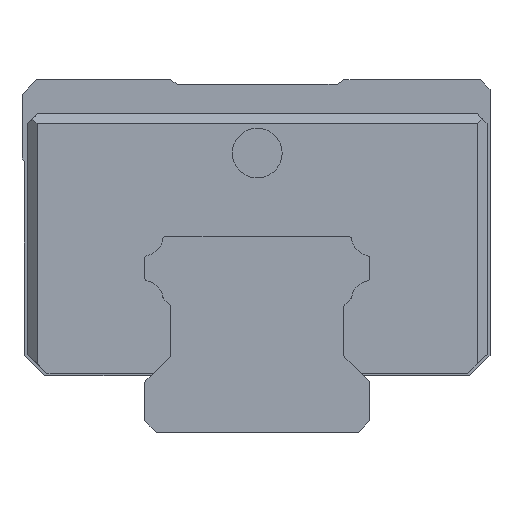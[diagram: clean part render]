
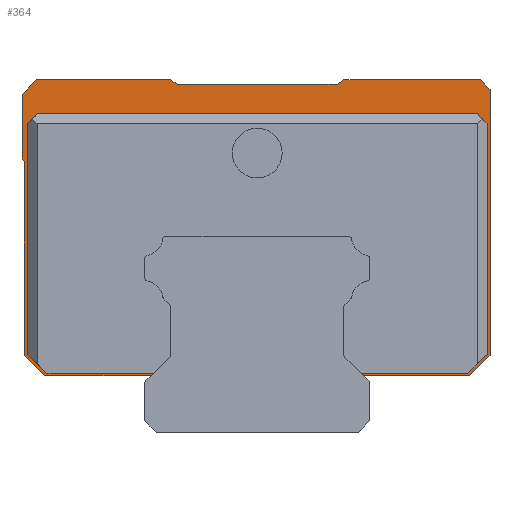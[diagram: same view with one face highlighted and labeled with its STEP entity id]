
A CAD part, left-side view. The second image highlights one B-rep face of the part: STEP entity #364.
In plain terms, the highlighted planar face has unit normal (-1, 0, 0).
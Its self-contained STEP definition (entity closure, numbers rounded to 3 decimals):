
#236=PLANE('',#3253);
#364=ADVANCED_FACE('',(#578),#236,.T.);
#578=FACE_OUTER_BOUND('',#764,.T.);
#764=EDGE_LOOP('',(#1693,#1694,#1695,#1696,#1697,#1698,#1699,#1700,#1701,
#1702,#1703,#1704,#1705,#1706,#1707,#1708,#1709,#1710,#1711,#1712,#1713,
#1714,#1715,#1716,#1717,#1718));
#979=LINE('',#4568,#1199);
#980=LINE('',#4571,#1200);
#981=LINE('',#4573,#1201);
#982=LINE('',#4575,#1202);
#983=LINE('',#4577,#1203);
#984=LINE('',#4579,#1204);
#985=LINE('',#4581,#1205);
#986=LINE('',#4583,#1206);
#987=LINE('',#4585,#1207);
#988=LINE('',#4587,#1208);
#989=LINE('',#4589,#1209);
#990=LINE('',#4591,#1210);
#991=LINE('',#4593,#1211);
#992=LINE('',#4595,#1212);
#993=LINE('',#4597,#1213);
#994=LINE('',#4599,#1214);
#995=LINE('',#4601,#1215);
#996=LINE('',#4603,#1216);
#997=LINE('',#4605,#1217);
#998=LINE('',#4607,#1218);
#999=LINE('',#4609,#1219);
#1000=LINE('',#4611,#1220);
#1001=LINE('',#4613,#1221);
#1002=LINE('',#4615,#1222);
#1003=LINE('',#4617,#1223);
#1004=LINE('',#4619,#1224);
#1199=VECTOR('',#3734,1.);
#1200=VECTOR('',#3735,1.);
#1201=VECTOR('',#3736,1.);
#1202=VECTOR('',#3737,1.);
#1203=VECTOR('',#3738,1.);
#1204=VECTOR('',#3739,1.);
#1205=VECTOR('',#3740,1.);
#1206=VECTOR('',#3741,1.);
#1207=VECTOR('',#3742,1.);
#1208=VECTOR('',#3743,1.);
#1209=VECTOR('',#3744,1.);
#1210=VECTOR('',#3745,1.);
#1211=VECTOR('',#3746,1.);
#1212=VECTOR('',#3747,1.);
#1213=VECTOR('',#3748,1.);
#1214=VECTOR('',#3749,1.);
#1215=VECTOR('',#3750,1.);
#1216=VECTOR('',#3751,1.);
#1217=VECTOR('',#3752,1.);
#1218=VECTOR('',#3753,1.);
#1219=VECTOR('',#3754,1.);
#1220=VECTOR('',#3755,1.);
#1221=VECTOR('',#3756,1.);
#1222=VECTOR('',#3757,1.);
#1223=VECTOR('',#3758,1.);
#1224=VECTOR('',#3759,1.);
#1693=ORIENTED_EDGE('',*,*,#2731,.F.);
#1694=ORIENTED_EDGE('',*,*,#2732,.F.);
#1695=ORIENTED_EDGE('',*,*,#2733,.F.);
#1696=ORIENTED_EDGE('',*,*,#2734,.F.);
#1697=ORIENTED_EDGE('',*,*,#2735,.F.);
#1698=ORIENTED_EDGE('',*,*,#2736,.F.);
#1699=ORIENTED_EDGE('',*,*,#2737,.F.);
#1700=ORIENTED_EDGE('',*,*,#2738,.F.);
#1701=ORIENTED_EDGE('',*,*,#2739,.F.);
#1702=ORIENTED_EDGE('',*,*,#2740,.T.);
#1703=ORIENTED_EDGE('',*,*,#2741,.T.);
#1704=ORIENTED_EDGE('',*,*,#2742,.T.);
#1705=ORIENTED_EDGE('',*,*,#2743,.T.);
#1706=ORIENTED_EDGE('',*,*,#2744,.T.);
#1707=ORIENTED_EDGE('',*,*,#2745,.T.);
#1708=ORIENTED_EDGE('',*,*,#2746,.T.);
#1709=ORIENTED_EDGE('',*,*,#2747,.T.);
#1710=ORIENTED_EDGE('',*,*,#2748,.T.);
#1711=ORIENTED_EDGE('',*,*,#2749,.T.);
#1712=ORIENTED_EDGE('',*,*,#2750,.T.);
#1713=ORIENTED_EDGE('',*,*,#2751,.T.);
#1714=ORIENTED_EDGE('',*,*,#2752,.T.);
#1715=ORIENTED_EDGE('',*,*,#2753,.T.);
#1716=ORIENTED_EDGE('',*,*,#2754,.T.);
#1717=ORIENTED_EDGE('',*,*,#2755,.T.);
#1718=ORIENTED_EDGE('',*,*,#2756,.T.);
#2394=VERTEX_POINT('',#4569);
#2395=VERTEX_POINT('',#4570);
#2396=VERTEX_POINT('',#4572);
#2397=VERTEX_POINT('',#4574);
#2398=VERTEX_POINT('',#4576);
#2399=VERTEX_POINT('',#4578);
#2400=VERTEX_POINT('',#4580);
#2401=VERTEX_POINT('',#4582);
#2402=VERTEX_POINT('',#4584);
#2403=VERTEX_POINT('',#4586);
#2404=VERTEX_POINT('',#4588);
#2405=VERTEX_POINT('',#4590);
#2406=VERTEX_POINT('',#4592);
#2407=VERTEX_POINT('',#4594);
#2408=VERTEX_POINT('',#4596);
#2409=VERTEX_POINT('',#4598);
#2410=VERTEX_POINT('',#4600);
#2411=VERTEX_POINT('',#4602);
#2412=VERTEX_POINT('',#4604);
#2413=VERTEX_POINT('',#4606);
#2414=VERTEX_POINT('',#4608);
#2415=VERTEX_POINT('',#4610);
#2416=VERTEX_POINT('',#4612);
#2417=VERTEX_POINT('',#4614);
#2418=VERTEX_POINT('',#4616);
#2419=VERTEX_POINT('',#4618);
#2731=EDGE_CURVE('',#2394,#2395,#979,.T.);
#2732=EDGE_CURVE('',#2396,#2394,#980,.T.);
#2733=EDGE_CURVE('',#2397,#2396,#981,.T.);
#2734=EDGE_CURVE('',#2398,#2397,#982,.T.);
#2735=EDGE_CURVE('',#2399,#2398,#983,.T.);
#2736=EDGE_CURVE('',#2400,#2399,#984,.T.);
#2737=EDGE_CURVE('',#2401,#2400,#985,.T.);
#2738=EDGE_CURVE('',#2402,#2401,#986,.T.);
#2739=EDGE_CURVE('',#2403,#2402,#987,.T.);
#2740=EDGE_CURVE('',#2403,#2404,#988,.T.);
#2741=EDGE_CURVE('',#2404,#2405,#989,.T.);
#2742=EDGE_CURVE('',#2405,#2406,#990,.T.);
#2743=EDGE_CURVE('',#2406,#2407,#991,.T.);
#2744=EDGE_CURVE('',#2407,#2408,#992,.T.);
#2745=EDGE_CURVE('',#2408,#2409,#993,.T.);
#2746=EDGE_CURVE('',#2409,#2410,#994,.T.);
#2747=EDGE_CURVE('',#2410,#2411,#995,.T.);
#2748=EDGE_CURVE('',#2411,#2412,#996,.T.);
#2749=EDGE_CURVE('',#2412,#2413,#997,.T.);
#2750=EDGE_CURVE('',#2413,#2414,#998,.T.);
#2751=EDGE_CURVE('',#2414,#2415,#999,.T.);
#2752=EDGE_CURVE('',#2415,#2416,#1000,.T.);
#2753=EDGE_CURVE('',#2416,#2417,#1001,.T.);
#2754=EDGE_CURVE('',#2417,#2418,#1002,.T.);
#2755=EDGE_CURVE('',#2418,#2419,#1003,.T.);
#2756=EDGE_CURVE('',#2419,#2395,#1004,.T.);
#3253=AXIS2_PLACEMENT_3D('',#4620,#3760,#3761);
#3734=DIRECTION('',(0.,-1.,0.));
#3735=DIRECTION('',(0.,-0.707,-0.707));
#3736=DIRECTION('',(0.,0.,-1.));
#3737=DIRECTION('',(0.,0.707,-0.707));
#3738=DIRECTION('',(0.,1.,0.));
#3739=DIRECTION('',(0.,0.707,0.707));
#3740=DIRECTION('',(0.,0.,1.));
#3741=DIRECTION('',(0.,-0.707,0.707));
#3742=DIRECTION('',(0.,-1.,0.));
#3743=DIRECTION('',(0.,-0.707,-0.707));
#3744=DIRECTION('',(0.,-1.,0.));
#3745=DIRECTION('',(0.,-0.707,0.707));
#3746=DIRECTION('',(0.,0.,1.));
#3747=DIRECTION('',(0.,0.707,0.707));
#3748=DIRECTION('',(0.,1.,0.));
#3749=DIRECTION('',(0.,0.818,-0.576));
#3750=DIRECTION('',(0.,1.,0.));
#3751=DIRECTION('',(0.,0.818,0.576));
#3752=DIRECTION('',(0.,1.,0.));
#3753=DIRECTION('',(0.,0.707,-0.707));
#3754=DIRECTION('',(0.,0.,-1.));
#3755=DIRECTION('',(0.,-0.555,-0.832));
#3756=DIRECTION('',(0.,0.,-1.));
#3757=DIRECTION('',(0.,-0.707,-0.707));
#3758=DIRECTION('',(0.,-1.,0.));
#3759=DIRECTION('',(0.,-0.707,0.707));
#3760=DIRECTION('',(-1.,0.,0.));
#3761=DIRECTION('',(0.,0.,1.));
#4568=CARTESIAN_POINT('',(563.665,-1072.335,6.5));
#4569=CARTESIAN_POINT('',(563.665,-1072.335,6.5));
#4570=CARTESIAN_POINT('',(563.665,-1083.185,6.5));
#4571=CARTESIAN_POINT('',(563.665,-1070.335,8.5));
#4572=CARTESIAN_POINT('',(563.665,-1070.335,8.5));
#4573=CARTESIAN_POINT('',(563.665,-1070.335,32.));
#4574=CARTESIAN_POINT('',(563.665,-1070.335,32.));
#4575=CARTESIAN_POINT('',(563.665,-1071.335,33.));
#4576=CARTESIAN_POINT('',(563.665,-1071.335,33.));
#4577=CARTESIAN_POINT('',(563.665,-1116.235,33.));
#4578=CARTESIAN_POINT('',(563.665,-1116.235,33.));
#4579=CARTESIAN_POINT('',(563.665,-1117.235,32.));
#4580=CARTESIAN_POINT('',(563.665,-1117.235,32.));
#4581=CARTESIAN_POINT('',(563.665,-1117.235,8.5));
#4582=CARTESIAN_POINT('',(563.665,-1117.235,8.5));
#4583=CARTESIAN_POINT('',(563.665,-1115.235,6.5));
#4584=CARTESIAN_POINT('',(563.665,-1115.235,6.5));
#4585=CARTESIAN_POINT('',(563.665,-1072.335,6.5));
#4586=CARTESIAN_POINT('',(563.665,-1104.385,6.5));
#4587=CARTESIAN_POINT('',(563.665,-1090.231,20.655));
#4588=CARTESIAN_POINT('',(563.665,-1104.585,6.3));
#4589=CARTESIAN_POINT('',(563.665,-1107.847,6.3));
#4590=CARTESIAN_POINT('',(563.665,-1115.485,6.3));
#4591=CARTESIAN_POINT('',(563.665,-1115.485,6.3));
#4592=CARTESIAN_POINT('',(563.665,-1117.535,8.35));
#4593=CARTESIAN_POINT('',(563.665,-1117.535,8.35));
#4594=CARTESIAN_POINT('',(563.665,-1117.535,35.5));
#4595=CARTESIAN_POINT('',(563.665,-1117.535,35.5));
#4596=CARTESIAN_POINT('',(563.665,-1116.535,36.5));
#4597=CARTESIAN_POINT('',(563.665,-1116.535,36.5));
#4598=CARTESIAN_POINT('',(563.665,-1102.638,36.5));
#4599=CARTESIAN_POINT('',(563.665,-1102.638,36.5));
#4600=CARTESIAN_POINT('',(563.665,-1101.928,36.));
#4601=CARTESIAN_POINT('',(563.665,-1101.928,36.));
#4602=CARTESIAN_POINT('',(563.665,-1085.643,36.));
#4603=CARTESIAN_POINT('',(563.665,-1085.643,36.));
#4604=CARTESIAN_POINT('',(563.665,-1084.933,36.5));
#4605=CARTESIAN_POINT('',(563.665,-1084.933,36.5));
#4606=CARTESIAN_POINT('',(563.665,-1071.285,36.5));
#4607=CARTESIAN_POINT('',(563.665,-1071.285,36.5));
#4608=CARTESIAN_POINT('',(563.665,-1069.785,35.));
#4609=CARTESIAN_POINT('',(563.665,-1069.785,35.));
#4610=CARTESIAN_POINT('',(563.665,-1069.785,28.5));
#4611=CARTESIAN_POINT('',(563.665,-1069.785,28.5));
#4612=CARTESIAN_POINT('',(563.665,-1070.035,28.126));
#4613=CARTESIAN_POINT('',(563.665,-1070.035,28.126));
#4614=CARTESIAN_POINT('',(563.665,-1070.035,8.35));
#4615=CARTESIAN_POINT('',(563.665,-1070.035,8.35));
#4616=CARTESIAN_POINT('',(563.665,-1072.085,6.3));
#4617=CARTESIAN_POINT('',(563.665,-1107.847,6.3));
#4618=CARTESIAN_POINT('',(563.665,-1082.985,6.3));
#4619=CARTESIAN_POINT('',(563.665,-1085.09,8.405));
#4620=CARTESIAN_POINT('',(563.665,-1081.535,11.96));
